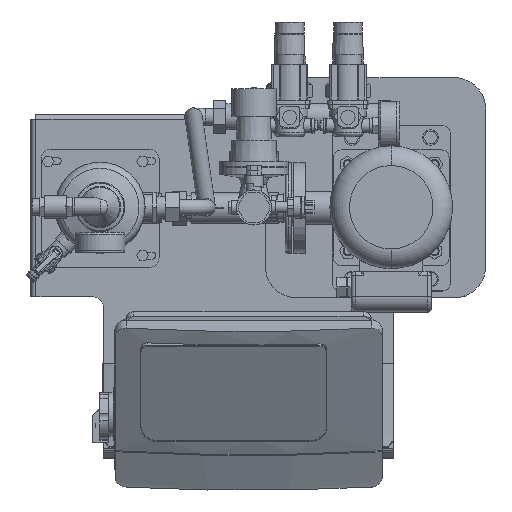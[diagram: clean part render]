
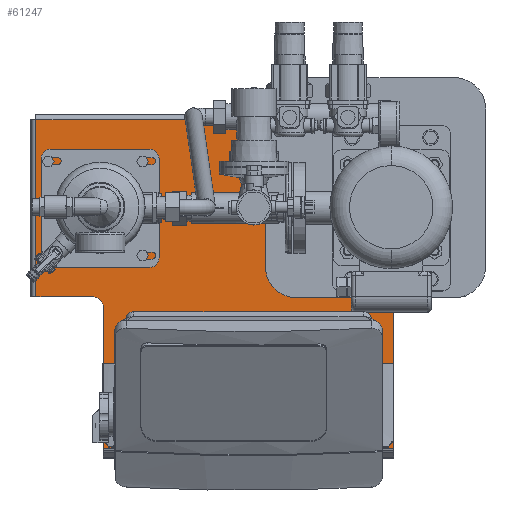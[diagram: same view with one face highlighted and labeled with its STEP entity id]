
A CAD part, top view. The second image highlights one B-rep face of the part: STEP entity #61247.
In plain terms, the highlighted planar face has unit normal (0, 0, 1).
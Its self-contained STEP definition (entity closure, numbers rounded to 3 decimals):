
#4234=LINE('',#97025,#10045);
#4237=LINE('',#97033,#10048);
#4245=LINE('',#97059,#10056);
#4246=LINE('',#97062,#10057);
#4247=LINE('',#97064,#10058);
#4248=LINE('',#97066,#10059);
#4249=LINE('',#97068,#10060);
#4250=LINE('',#97069,#10061);
#10045=VECTOR('',#78216,10.);
#10048=VECTOR('',#78221,10.);
#10056=VECTOR('',#78245,10.);
#10057=VECTOR('',#78248,10.);
#10058=VECTOR('',#78249,10.);
#10059=VECTOR('',#78250,10.);
#10060=VECTOR('',#78251,10.);
#10061=VECTOR('',#78252,10.);
#14046=PLANE('',#66195);
#19114=FACE_OUTER_BOUND('',#23430,.T.);
#23430=EDGE_LOOP('',(#50624,#50625,#50626,#50627,#50628,#50629,#50630,#50631,
#50632,#50633));
#26685=CIRCLE('',#66180,12.5);
#26695=CIRCLE('',#66193,12.5);
#30751=VERTEX_POINT('',#96999);
#30752=VERTEX_POINT('',#97001);
#30762=VERTEX_POINT('',#97023);
#30765=VERTEX_POINT('',#97030);
#30766=VERTEX_POINT('',#97032);
#30776=VERTEX_POINT('',#97054);
#30777=VERTEX_POINT('',#97061);
#30778=VERTEX_POINT('',#97063);
#30779=VERTEX_POINT('',#97065);
#30780=VERTEX_POINT('',#97067);
#37906=EDGE_CURVE('',#30752,#30751,#26685,.T.);
#37918=EDGE_CURVE('',#30751,#30762,#4234,.T.);
#37921=EDGE_CURVE('',#30766,#30765,#4237,.T.);
#37933=EDGE_CURVE('',#30765,#30776,#26695,.T.);
#37935=EDGE_CURVE('',#30766,#30762,#4245,.T.);
#37936=EDGE_CURVE('',#30777,#30752,#4246,.T.);
#37937=EDGE_CURVE('',#30776,#30778,#4247,.T.);
#37938=EDGE_CURVE('',#30779,#30778,#4248,.T.);
#37939=EDGE_CURVE('',#30779,#30780,#4249,.T.);
#37940=EDGE_CURVE('',#30777,#30780,#4250,.T.);
#50624=ORIENTED_EDGE('',*,*,#37936,.T.);
#50625=ORIENTED_EDGE('',*,*,#37906,.T.);
#50626=ORIENTED_EDGE('',*,*,#37918,.T.);
#50627=ORIENTED_EDGE('',*,*,#37935,.F.);
#50628=ORIENTED_EDGE('',*,*,#37921,.T.);
#50629=ORIENTED_EDGE('',*,*,#37933,.T.);
#50630=ORIENTED_EDGE('',*,*,#37937,.T.);
#50631=ORIENTED_EDGE('',*,*,#37938,.F.);
#50632=ORIENTED_EDGE('',*,*,#37939,.T.);
#50633=ORIENTED_EDGE('',*,*,#37940,.F.);
#61247=ADVANCED_FACE('',(#19114),#14046,.T.);
#66180=AXIS2_PLACEMENT_3D('',#97002,#78197,#78198);
#66193=AXIS2_PLACEMENT_3D('',#97056,#78240,#78241);
#66195=AXIS2_PLACEMENT_3D('',#97060,#78246,#78247);
#78197=DIRECTION('center_axis',(0.,0.,
-1.));
#78198=DIRECTION('ref_axis',(1.,0.,0.));
#78216=DIRECTION('',(0.,-1.,0.));
#78221=DIRECTION('',(0.,1.,0.));
#78240=DIRECTION('center_axis',(0.,0.,
-1.));
#78241=DIRECTION('ref_axis',(0.,1.,0.));
#78245=DIRECTION('',(-1.,0.,0.));
#78246=DIRECTION('center_axis',(0.,0.,
1.));
#78247=DIRECTION('ref_axis',(0.,1.,0.));
#78248=DIRECTION('',(1.,0.,0.));
#78249=DIRECTION('',(1.,0.,0.));
#78250=DIRECTION('',(0.,-1.,0.));
#78251=DIRECTION('',(-1.,0.,0.));
#78252=DIRECTION('',(0.,1.,0.));
#96999=CARTESIAN_POINT('',(-184.5,193.,30.));
#97001=CARTESIAN_POINT('',(-197.,205.5,30.));
#97002=CARTESIAN_POINT('Origin',(-197.,193.,30.));
#97023=CARTESIAN_POINT('',(-184.5,12.692,30.));
#97025=CARTESIAN_POINT('',(-184.5,102.846,30.));
#97030=CARTESIAN_POINT('',(184.5,193.,30.));
#97032=CARTESIAN_POINT('',(184.5,12.692,30.));
#97033=CARTESIAN_POINT('',(184.5,6.346,30.));
#97054=CARTESIAN_POINT('',(197.,205.5,30.));
#97056=CARTESIAN_POINT('Origin',(197.,193.,30.));
#97059=CARTESIAN_POINT('',(0.,12.692,30.));
#97060=CARTESIAN_POINT('Origin',(0.,12.692,30.));
#97061=CARTESIAN_POINT('',(-270.,205.5,30.));
#97062=CARTESIAN_POINT('',(-135.,205.5,30.));
#97063=CARTESIAN_POINT('',(270.,205.5,30.));
#97064=CARTESIAN_POINT('',(98.5,205.5,30.));
#97065=CARTESIAN_POINT('',(270.,430.5,30.));
#97066=CARTESIAN_POINT('',(270.,12.692,30.));
#97067=CARTESIAN_POINT('',(-270.,430.5,30.));
#97068=CARTESIAN_POINT('',(0.,430.5,30.));
#97069=CARTESIAN_POINT('',(-270.,12.692,30.));
